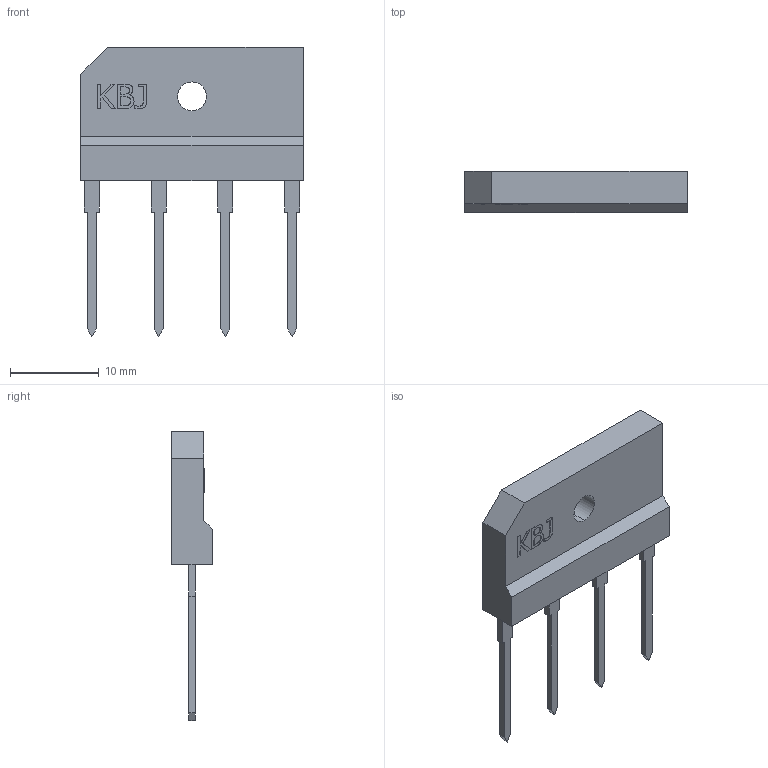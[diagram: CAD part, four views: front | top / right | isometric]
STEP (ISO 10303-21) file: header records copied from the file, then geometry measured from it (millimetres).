
FILE_DESCRIPTION (( 'STEP AP214' ), '1' );
FILE_NAME ('User Library-KBJ.STEP', '2019-08-19T20:04:07', ( '' ), ( '' ), 'SwSTEP 2.0', 'SolidWorks 2019', '' );
FILE_SCHEMA (( 'AUTOMOTIVE_DESIGN' ));
Length unit declared in the file: millimetre
Products named in the file (1): User Library-KBJ
Bounding box: 25 x 4.6 x 32.5 mm (x, y, z)
Volume: 1471.4 mm3; surface area: 1341.2 mm2
Topology: 1 solids, 1 shells, 104 faces, 279 edges, 186 vertices
Faces by surface type: plane 83, bspline 19, cylinder 2
Entity records: 4483 total; most frequent: CARTESIAN_POINT 817, ORIENTED_EDGE 558, DIRECTION 417, EDGE_CURVE 279, VECTOR 237, LINE 237, VERTEX_POINT 186, EDGE_LOOP 115
